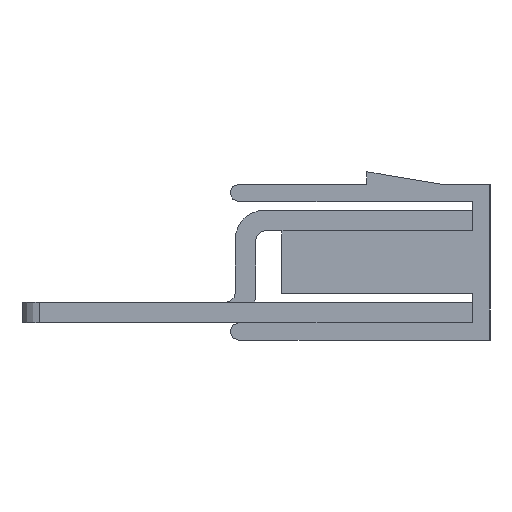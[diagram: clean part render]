
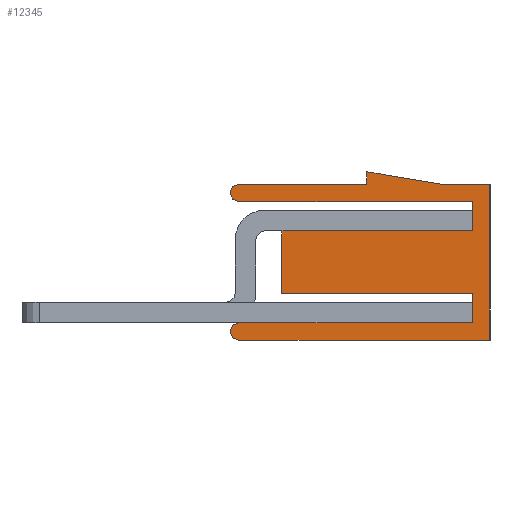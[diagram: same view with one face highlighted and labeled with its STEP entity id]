
A CAD part, left-side view. The second image highlights one B-rep face of the part: STEP entity #12345.
In plain terms, the highlighted planar face has unit normal (-1, 0, 0).
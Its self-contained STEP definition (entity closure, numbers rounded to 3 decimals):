
#22=CARTESIAN_POINT('',(-500.,7.6,3.997));
#23=DIRECTION('',(1.,0.,0.));
#24=DIRECTION('',(0.,0.,-1.));
#25=AXIS2_PLACEMENT_3D('',#22,#23,#24);
#27=DIRECTION('',(0.,-0.986,-0.164));
#28=VECTOR('',#27,4.362);
#29=CARTESIAN_POINT('',(-500.,0.2,5.214));
#30=LINE('',#29,#28);
#31=CARTESIAN_POINT('',(-500.,7.6,-4.));
#32=DIRECTION('',(1.,0.,0.));
#33=DIRECTION('',(0.,0.,-1.));
#34=AXIS2_PLACEMENT_3D('',#31,#32,#33);
#36=DIRECTION('',(0.,-1.,0.));
#37=VECTOR('',#36,13.5);
#38=CARTESIAN_POINT('',(-500.,7.6,3.497));
#39=LINE('',#38,#37);
#48=DIRECTION('',(0.,0.,-1.));
#49=VECTOR('',#48,1.697);
#50=CARTESIAN_POINT('',(-500.,-5.9,3.497));
#51=LINE('',#50,#49);
#572=DIRECTION('',(0.,1.,0.));
#573=VECTOR('',#572,11.);
#574=CARTESIAN_POINT('',(-500.,-5.9,1.8));
#575=LINE('',#574,#573);
#1112=DIRECTION('',(0.,0.,-1.));
#1113=VECTOR('',#1112,3.6);
#1114=CARTESIAN_POINT('',(-500.,5.1,1.8));
#1115=LINE('',#1114,#1113);
#6084=DIRECTION('',(0.,-1.,0.));
#6085=VECTOR('',#6084,11.);
#6086=CARTESIAN_POINT('',(-500.,5.1,-1.8));
#6087=LINE('',#6086,#6085);
#6108=DIRECTION('',(0.,0.,-1.));
#6109=VECTOR('',#6108,1.7);
#6110=CARTESIAN_POINT('',(-500.,-5.9,-1.8));
#6111=LINE('',#6110,#6109);
#6120=DIRECTION('',(0.,1.,0.));
#6121=VECTOR('',#6120,13.5);
#6122=CARTESIAN_POINT('',(-500.,-5.9,-3.5));
#6123=LINE('',#6122,#6121);
#9324=DIRECTION('',(0.,-1.,0.));
#9325=VECTOR('',#9324,7.6);
#9326=CARTESIAN_POINT('',(-500.,7.6,-4.5));
#9327=LINE('',#9326,#9325);
#9332=DIRECTION('',(0.,-1.,0.));
#9333=VECTOR('',#9332,6.9);
#9334=CARTESIAN_POINT('',(-500.,0.,-4.5));
#9335=LINE('',#9334,#9333);
#9340=DIRECTION('',(0.,0.,1.));
#9341=VECTOR('',#9340,8.997);
#9342=CARTESIAN_POINT('',(-500.,-6.9,-4.5));
#9343=LINE('',#9342,#9341);
#9348=DIRECTION('',(0.,1.,0.));
#9349=VECTOR('',#9348,2.797);
#9350=CARTESIAN_POINT('',(-500.,-6.9,4.497));
#9351=LINE('',#9350,#9349);
#9360=DIRECTION('',(0.,0.,-1.));
#9361=VECTOR('',#9360,0.717);
#9362=CARTESIAN_POINT('',(-500.,0.2,5.214));
#9363=LINE('',#9362,#9361);
#9368=DIRECTION('',(0.,1.,0.));
#9369=VECTOR('',#9368,7.4);
#9370=CARTESIAN_POINT('',(-500.,0.2,4.497));
#9371=LINE('',#9370,#9369);
#9450=CARTESIAN_POINT('',(-500.,7.6,3.497));
#9451=CARTESIAN_POINT('',(-500.,-5.9,3.497));
#9452=VERTEX_POINT('',#9450);
#9453=VERTEX_POINT('',#9451);
#9454=CARTESIAN_POINT('',(-500.,7.6,4.497));
#9455=VERTEX_POINT('',#9454);
#9456=CARTESIAN_POINT('',(-500.,0.2,4.497));
#9457=VERTEX_POINT('',#9456);
#9458=CARTESIAN_POINT('',(-500.,0.2,5.214));
#9459=VERTEX_POINT('',#9458);
#9460=CARTESIAN_POINT('',(-500.,-4.103,4.497));
#9461=VERTEX_POINT('',#9460);
#9462=CARTESIAN_POINT('',(-500.,-6.9,4.497));
#9463=VERTEX_POINT('',#9462);
#9464=CARTESIAN_POINT('',(-500.,-6.9,-4.5));
#9465=VERTEX_POINT('',#9464);
#9466=CARTESIAN_POINT('',(-500.,0.,-4.5));
#9467=VERTEX_POINT('',#9466);
#9468=CARTESIAN_POINT('',(-500.,7.6,-4.5));
#9469=VERTEX_POINT('',#9468);
#9470=CARTESIAN_POINT('',(-500.,7.6,-3.5));
#9471=VERTEX_POINT('',#9470);
#9472=CARTESIAN_POINT('',(-500.,-5.9,-3.5));
#9473=VERTEX_POINT('',#9472);
#9474=CARTESIAN_POINT('',(-500.,-5.9,-1.8));
#9475=VERTEX_POINT('',#9474);
#9476=CARTESIAN_POINT('',(-500.,5.1,-1.8));
#9477=VERTEX_POINT('',#9476);
#9478=CARTESIAN_POINT('',(-500.,5.1,1.8));
#9479=VERTEX_POINT('',#9478);
#9480=CARTESIAN_POINT('',(-500.,-5.9,1.8));
#9481=VERTEX_POINT('',#9480);
#12306=CARTESIAN_POINT('',(-500.,0.603,0.357));
#12307=DIRECTION('',(1.,0.,0.));
#12308=DIRECTION('',(0.,0.,-1.));
#12309=AXIS2_PLACEMENT_3D('',#12306,#12307,#12308);
#12310=PLANE('',#12309);
#12312=ORIENTED_EDGE('',*,*,#12311,.F.);
#12314=ORIENTED_EDGE('',*,*,#12313,.T.);
#12316=ORIENTED_EDGE('',*,*,#12315,.F.);
#12318=ORIENTED_EDGE('',*,*,#12317,.F.);
#12320=ORIENTED_EDGE('',*,*,#12319,.T.);
#12322=ORIENTED_EDGE('',*,*,#12321,.F.);
#12324=ORIENTED_EDGE('',*,*,#12323,.F.);
#12326=ORIENTED_EDGE('',*,*,#12325,.F.);
#12328=ORIENTED_EDGE('',*,*,#12327,.F.);
#12330=ORIENTED_EDGE('',*,*,#12329,.T.);
#12332=ORIENTED_EDGE('',*,*,#12331,.F.);
#12334=ORIENTED_EDGE('',*,*,#12333,.F.);
#12336=ORIENTED_EDGE('',*,*,#12335,.F.);
#12338=ORIENTED_EDGE('',*,*,#12337,.F.);
#12340=ORIENTED_EDGE('',*,*,#12339,.F.);
#12342=ORIENTED_EDGE('',*,*,#12341,.F.);
#12343=EDGE_LOOP('',(#12312,#12314,#12316,#12318,#12320,#12322,#12324,#12326,
#12328,#12330,#12332,#12334,#12336,#12338,#12340,#12342));
#12344=FACE_OUTER_BOUND('',#12343,.F.);
#26=CIRCLE('',#25,0.5);
#35=CIRCLE('',#34,0.5);
#12311=EDGE_CURVE('',#9452,#9453,#39,.T.);
#12313=EDGE_CURVE('',#9452,#9455,#26,.T.);
#12315=EDGE_CURVE('',#9457,#9455,#9371,.T.);
#12317=EDGE_CURVE('',#9459,#9457,#9363,.T.);
#12319=EDGE_CURVE('',#9459,#9461,#30,.T.);
#12321=EDGE_CURVE('',#9463,#9461,#9351,.T.);
#12323=EDGE_CURVE('',#9465,#9463,#9343,.T.);
#12325=EDGE_CURVE('',#9467,#9465,#9335,.T.);
#12327=EDGE_CURVE('',#9469,#9467,#9327,.T.);
#12329=EDGE_CURVE('',#9469,#9471,#35,.T.);
#12331=EDGE_CURVE('',#9473,#9471,#6123,.T.);
#12333=EDGE_CURVE('',#9475,#9473,#6111,.T.);
#12335=EDGE_CURVE('',#9477,#9475,#6087,.T.);
#12337=EDGE_CURVE('',#9479,#9477,#1115,.T.);
#12339=EDGE_CURVE('',#9481,#9479,#575,.T.);
#12341=EDGE_CURVE('',#9453,#9481,#51,.T.);
#12345=ADVANCED_FACE('',(#12344),#12310,.F.);
